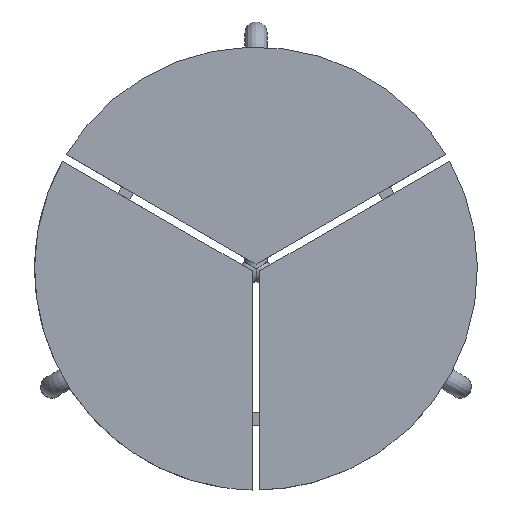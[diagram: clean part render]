
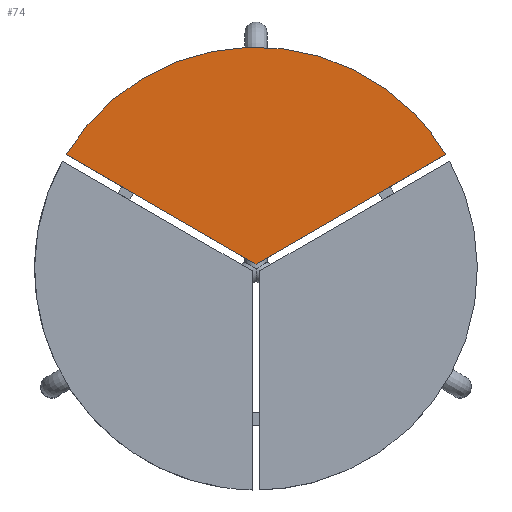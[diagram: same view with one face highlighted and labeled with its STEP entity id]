
A CAD part, top view. The second image highlights one B-rep face of the part: STEP entity #74.
In plain terms, the highlighted planar face has unit normal (0, 0, 1).
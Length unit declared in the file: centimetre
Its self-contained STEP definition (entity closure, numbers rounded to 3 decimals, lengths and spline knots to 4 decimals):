
#74=ADVANCED_FACE('',(#149),#1220,.T.);
#149=FACE_OUTER_BOUND('',#226,.T.);
#226=EDGE_LOOP('',(#434,#435,#436));
#434=ORIENTED_EDGE('',*,*,#711,.F.);
#435=ORIENTED_EDGE('',*,*,#717,.F.);
#436=ORIENTED_EDGE('',*,*,#721,.F.);
#711=EDGE_CURVE('',#1098,#1099,#877,.T.);
#717=EDGE_CURVE('',#1100,#1098,#883,.T.);
#721=EDGE_CURVE('',#1099,#1100,#967,.T.);
#877=B_SPLINE_CURVE_WITH_KNOTS('',1,(#1727,#1728),.UNSPECIFIED.,.F.,.F.,
(2,2),(2.0461,202.4842),.UNSPECIFIED.);
#883=B_SPLINE_CURVE_WITH_KNOTS('',1,(#1739,#1740),.UNSPECIFIED.,.F.,.F.,
(2,2),(-253.4603,2.0461),.UNSPECIFIED.);
#967=(
BOUNDED_CURVE()
B_SPLINE_CURVE(2,(#1750,#1751,#1752,#1753,#1754),.UNSPECIFIED.,.F.,.F.)
B_SPLINE_CURVE_WITH_KNOTS((3,2,3),(-1146.1111,-942.4778,
-738.8445),.UNSPECIFIED.)
CURVE()
GEOMETRIC_REPRESENTATION_ITEM()
RATIONAL_B_SPLINE_CURVE((1.,0.87,1.,0.87,1.))
REPRESENTATION_ITEM('')
);
#1098=VERTEX_POINT('',#1543);
#1099=VERTEX_POINT('',#1544);
#1100=VERTEX_POINT('',#1545);
#1220=PLANE('',#1296);
#1296=AXIS2_PLACEMENT_3D('',#1452,#1374,$);
#1374=DIRECTION('',(0.,0.,1.));
#1452=CARTESIAN_POINT('',(45.,25.,2.));
#1543=CARTESIAN_POINT('',(20.,0.4041,2.));
#1544=CARTESIAN_POINT('',(2.8571,10.3016,2.));
#1545=CARTESIAN_POINT('',(37.1429,10.3016,2.));
#1727=CARTESIAN_POINT('',(20.,0.4041,2.));
#1728=CARTESIAN_POINT('',(2.8571,10.3016,2.));
#1739=CARTESIAN_POINT('',(37.1429,10.3016,2.));
#1740=CARTESIAN_POINT('',(20.,0.4041,2.));
#1750=CARTESIAN_POINT('',(2.8571,10.3016,2.));
#1751=CARTESIAN_POINT('',(8.6852,20.,2.));
#1752=CARTESIAN_POINT('',(20.,20.,2.));
#1753=CARTESIAN_POINT('',(31.3148,20.,2.));
#1754=CARTESIAN_POINT('',(37.1429,10.3016,2.));
